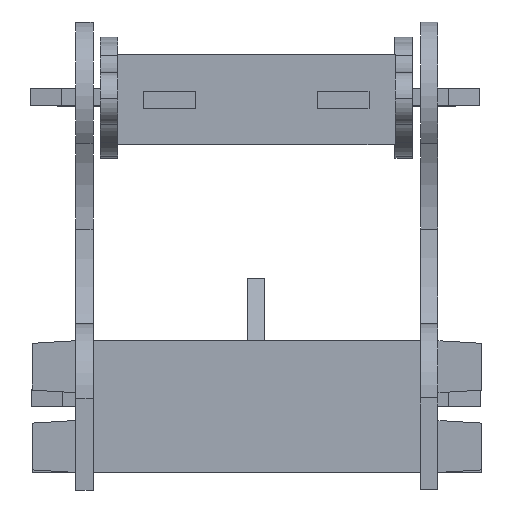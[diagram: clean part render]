
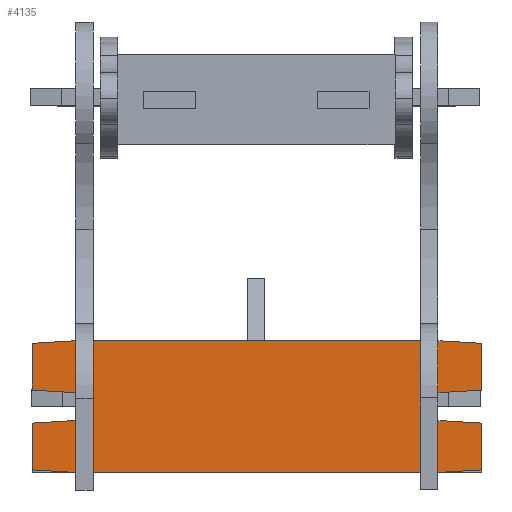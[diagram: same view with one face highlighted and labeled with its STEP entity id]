
A CAD part, front view. The second image highlights one B-rep face of the part: STEP entity #4135.
In plain terms, the highlighted face is planar.
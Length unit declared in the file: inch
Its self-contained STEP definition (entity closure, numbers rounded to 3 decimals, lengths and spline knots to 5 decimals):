
#324=FACE_OUTER_BOUND('',#540,.T.);
#540=EDGE_LOOP('',(#3292,#3293,#3294,#3295,#3296,#3297,#3298,#3299,#3300,
#3301,#3302,#3303,#3304,#3305,#3306,#3307,#3308,#3309,#3310,#3311));
#920=LINE('',#6345,#1444);
#923=LINE('',#6351,#1447);
#926=LINE('',#6357,#1450);
#929=LINE('',#6363,#1453);
#932=LINE('',#6369,#1456);
#935=LINE('',#6375,#1459);
#938=LINE('',#6381,#1462);
#941=LINE('',#6387,#1465);
#944=LINE('',#6393,#1468);
#947=LINE('',#6399,#1471);
#950=LINE('',#6405,#1474);
#953=LINE('',#6411,#1477);
#956=LINE('',#6417,#1480);
#959=LINE('',#6423,#1483);
#962=LINE('',#6429,#1486);
#965=LINE('',#6435,#1489);
#968=LINE('',#6441,#1492);
#971=LINE('',#6447,#1495);
#974=LINE('',#6453,#1498);
#977=LINE('',#6457,#1501);
#1444=VECTOR('',#5074,0.3937);
#1447=VECTOR('',#5079,0.3937);
#1450=VECTOR('',#5084,0.3937);
#1453=VECTOR('',#5089,0.3937);
#1456=VECTOR('',#5094,0.3937);
#1459=VECTOR('',#5099,0.3937);
#1462=VECTOR('',#5104,0.3937);
#1465=VECTOR('',#5109,0.3937);
#1468=VECTOR('',#5114,0.3937);
#1471=VECTOR('',#5119,0.3937);
#1474=VECTOR('',#5124,0.3937);
#1477=VECTOR('',#5129,0.3937);
#1480=VECTOR('',#5134,0.3937);
#1483=VECTOR('',#5139,0.3937);
#1486=VECTOR('',#5144,0.3937);
#1489=VECTOR('',#5149,0.3937);
#1492=VECTOR('',#5154,0.3937);
#1495=VECTOR('',#5159,0.3937);
#1498=VECTOR('',#5164,0.3937);
#1501=VECTOR('',#5169,0.3937);
#1884=VERTEX_POINT('',#6342);
#1885=VERTEX_POINT('',#6344);
#1887=VERTEX_POINT('',#6350);
#1889=VERTEX_POINT('',#6356);
#1891=VERTEX_POINT('',#6362);
#1893=VERTEX_POINT('',#6368);
#1895=VERTEX_POINT('',#6374);
#1897=VERTEX_POINT('',#6380);
#1899=VERTEX_POINT('',#6386);
#1901=VERTEX_POINT('',#6392);
#1903=VERTEX_POINT('',#6398);
#1905=VERTEX_POINT('',#6404);
#1907=VERTEX_POINT('',#6410);
#1909=VERTEX_POINT('',#6416);
#1911=VERTEX_POINT('',#6422);
#1913=VERTEX_POINT('',#6428);
#1915=VERTEX_POINT('',#6434);
#1917=VERTEX_POINT('',#6440);
#1919=VERTEX_POINT('',#6446);
#1921=VERTEX_POINT('',#6452);
#2362=EDGE_CURVE('',#1885,#1884,#920,.T.);
#2365=EDGE_CURVE('',#1887,#1885,#923,.T.);
#2368=EDGE_CURVE('',#1889,#1887,#926,.T.);
#2371=EDGE_CURVE('',#1891,#1889,#929,.T.);
#2374=EDGE_CURVE('',#1893,#1891,#932,.T.);
#2377=EDGE_CURVE('',#1895,#1893,#935,.T.);
#2380=EDGE_CURVE('',#1897,#1895,#938,.T.);
#2383=EDGE_CURVE('',#1899,#1897,#941,.T.);
#2386=EDGE_CURVE('',#1901,#1899,#944,.T.);
#2389=EDGE_CURVE('',#1903,#1901,#947,.T.);
#2392=EDGE_CURVE('',#1905,#1903,#950,.T.);
#2395=EDGE_CURVE('',#1907,#1905,#953,.T.);
#2398=EDGE_CURVE('',#1909,#1907,#956,.T.);
#2401=EDGE_CURVE('',#1911,#1909,#959,.T.);
#2404=EDGE_CURVE('',#1913,#1911,#962,.T.);
#2407=EDGE_CURVE('',#1915,#1913,#965,.T.);
#2410=EDGE_CURVE('',#1917,#1915,#968,.T.);
#2413=EDGE_CURVE('',#1919,#1917,#971,.T.);
#2416=EDGE_CURVE('',#1921,#1919,#974,.T.);
#2419=EDGE_CURVE('',#1884,#1921,#977,.T.);
#3292=ORIENTED_EDGE('',*,*,#2419,.T.);
#3293=ORIENTED_EDGE('',*,*,#2416,.T.);
#3294=ORIENTED_EDGE('',*,*,#2413,.T.);
#3295=ORIENTED_EDGE('',*,*,#2410,.T.);
#3296=ORIENTED_EDGE('',*,*,#2407,.T.);
#3297=ORIENTED_EDGE('',*,*,#2404,.T.);
#3298=ORIENTED_EDGE('',*,*,#2401,.T.);
#3299=ORIENTED_EDGE('',*,*,#2398,.T.);
#3300=ORIENTED_EDGE('',*,*,#2395,.T.);
#3301=ORIENTED_EDGE('',*,*,#2392,.T.);
#3302=ORIENTED_EDGE('',*,*,#2389,.T.);
#3303=ORIENTED_EDGE('',*,*,#2386,.T.);
#3304=ORIENTED_EDGE('',*,*,#2383,.T.);
#3305=ORIENTED_EDGE('',*,*,#2380,.T.);
#3306=ORIENTED_EDGE('',*,*,#2377,.T.);
#3307=ORIENTED_EDGE('',*,*,#2374,.T.);
#3308=ORIENTED_EDGE('',*,*,#2371,.T.);
#3309=ORIENTED_EDGE('',*,*,#2368,.T.);
#3310=ORIENTED_EDGE('',*,*,#2365,.T.);
#3311=ORIENTED_EDGE('',*,*,#2362,.T.);
#3951=PLANE('',#4448);
#4135=ADVANCED_FACE('',(#324),#3951,.T.);
#4448=AXIS2_PLACEMENT_3D('',#6458,#5170,#5171);
#5074=DIRECTION('',(-0.998,-0.06,0.));
#5079=DIRECTION('',(-1.,0.,0.));
#5084=DIRECTION('',(0.,-1.,0.));
#5089=DIRECTION('',(1.,0.,0.));
#5094=DIRECTION('',(0.998,-0.06,0.));
#5099=DIRECTION('',(0.,-1.,0.));
#5104=DIRECTION('',(-0.998,-0.06,0.));
#5109=DIRECTION('',(-1.,0.,0.));
#5114=DIRECTION('',(-0.998,0.06,0.));
#5119=DIRECTION('',(0.,1.,0.));
#5124=DIRECTION('',(0.998,0.06,0.));
#5129=DIRECTION('',(1.,0.,0.));
#5134=DIRECTION('',(0.,1.,0.));
#5139=DIRECTION('',(-1.,0.,0.));
#5144=DIRECTION('',(-0.998,0.06,0.));
#5149=DIRECTION('',(0.,1.,0.));
#5154=DIRECTION('',(0.998,0.06,0.));
#5159=DIRECTION('',(1.,0.,0.));
#5164=DIRECTION('',(0.998,-0.06,0.));
#5169=DIRECTION('',(0.,-1.,0.));
#5170=DIRECTION('center_axis',(0.,0.,1.));
#5171=DIRECTION('ref_axis',(1.,0.,0.));
#6342=CARTESIAN_POINT('',(3.50227,-4.93536,0.1));
#6344=CARTESIAN_POINT('',(3.75229,-4.92037,0.1));
#6345=CARTESIAN_POINT('',(3.50227,-4.93536,0.1));
#6350=CARTESIAN_POINT('',(3.85231,-4.92037,0.1));
#6351=CARTESIAN_POINT('',(3.85231,-4.92037,0.1));
#6356=CARTESIAN_POINT('',(3.85231,-4.75995,0.1));
#6357=CARTESIAN_POINT('',(3.85231,-4.75995,0.1));
#6362=CARTESIAN_POINT('',(3.75229,-4.75995,0.1));
#6363=CARTESIAN_POINT('',(3.75229,-4.75995,0.1));
#6368=CARTESIAN_POINT('',(3.50227,-4.74495,0.1));
#6369=CARTESIAN_POINT('',(3.50227,-4.74495,0.1));
#6374=CARTESIAN_POINT('',(3.50227,-4.47496,0.1));
#6375=CARTESIAN_POINT('',(3.50227,-4.47496,0.1));
#6380=CARTESIAN_POINT('',(3.75229,-4.45997,0.1));
#6381=CARTESIAN_POINT('',(3.50227,-4.47496,0.1));
#6386=CARTESIAN_POINT('',(5.84229,-4.45997,0.1));
#6387=CARTESIAN_POINT('',(3.75229,-4.45997,0.1));
#6392=CARTESIAN_POINT('',(6.0923,-4.47496,0.1));
#6393=CARTESIAN_POINT('',(6.0923,-4.47496,0.1));
#6398=CARTESIAN_POINT('',(6.0923,-4.74495,0.1));
#6399=CARTESIAN_POINT('',(6.0923,-4.47496,0.1));
#6404=CARTESIAN_POINT('',(5.84229,-4.75995,0.1));
#6405=CARTESIAN_POINT('',(6.0923,-4.74495,0.1));
#6410=CARTESIAN_POINT('',(5.74226,-4.75995,0.1));
#6411=CARTESIAN_POINT('',(5.74226,-4.75995,0.1));
#6416=CARTESIAN_POINT('',(5.74226,-4.92037,0.1));
#6417=CARTESIAN_POINT('',(5.74226,-4.75995,0.1));
#6422=CARTESIAN_POINT('',(5.84229,-4.92037,0.1));
#6423=CARTESIAN_POINT('',(5.74226,-4.92037,0.1));
#6428=CARTESIAN_POINT('',(6.0923,-4.93536,0.1));
#6429=CARTESIAN_POINT('',(6.0923,-4.93536,0.1));
#6434=CARTESIAN_POINT('',(6.0923,-5.20535,0.1));
#6435=CARTESIAN_POINT('',(6.0923,-4.93536,0.1));
#6440=CARTESIAN_POINT('',(5.84229,-5.22035,0.1));
#6441=CARTESIAN_POINT('',(6.0923,-5.20535,0.1));
#6446=CARTESIAN_POINT('',(3.75229,-5.22035,0.1));
#6447=CARTESIAN_POINT('',(3.75229,-5.22035,0.1));
#6452=CARTESIAN_POINT('',(3.50227,-5.20535,0.1));
#6453=CARTESIAN_POINT('',(3.50227,-5.20535,0.1));
#6457=CARTESIAN_POINT('',(3.50227,-4.93536,0.1));
#6458=CARTESIAN_POINT('Origin',(4.79729,-4.84016,0.1));
